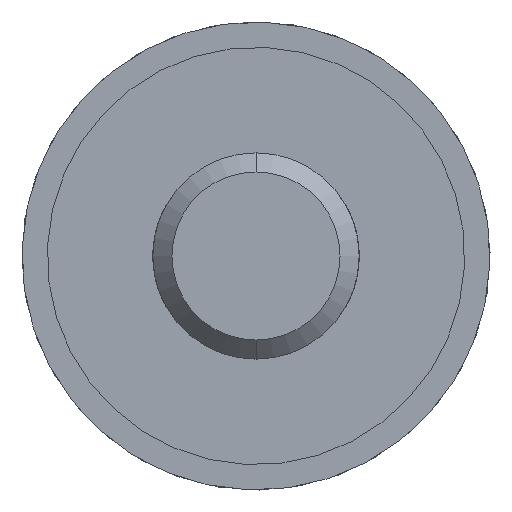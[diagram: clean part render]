
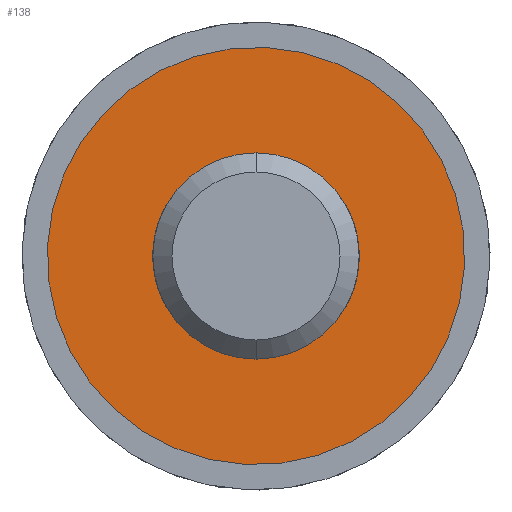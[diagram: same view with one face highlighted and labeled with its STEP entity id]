
A CAD part, front view. The second image highlights one B-rep face of the part: STEP entity #138.
In plain terms, the highlighted planar face has unit normal (0, -1, 0).
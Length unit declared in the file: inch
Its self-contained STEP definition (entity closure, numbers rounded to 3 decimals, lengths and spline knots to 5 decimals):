
#30 = VERTEX_POINT ( 'NONE', #1014 ) ;
#138 = ADVANCED_FACE ( 'NONE', ( #641, #736 ), #968, .T. ) ;
#161 = DIRECTION ( 'NONE',  ( 0., 0., -1. ) ) ;
#165 = DIRECTION ( 'NONE',  ( 0., -1., 0. ) ) ;
#171 = EDGE_LOOP ( 'NONE', ( #239, #410 ) ) ;
#172 = CARTESIAN_POINT ( 'NONE',  ( 0., 0., 0. ) ) ;
#213 = EDGE_LOOP ( 'NONE', ( #1221, #457 ) ) ;
#239 = ORIENTED_EDGE ( 'NONE', *, *, #1225, .T. ) ;
#281 = VERTEX_POINT ( 'NONE', #721 ) ;
#295 = AXIS2_PLACEMENT_3D ( 'NONE', #359, #355, #341 ) ;
#311 = AXIS2_PLACEMENT_3D ( 'NONE', #458, #454, #447 ) ;
#341 = DIRECTION ( 'NONE',  ( 0., 0., -1. ) ) ;
#355 = DIRECTION ( 'NONE',  ( 0., -1., 0. ) ) ;
#359 = CARTESIAN_POINT ( 'NONE',  ( 0., 0., 0. ) ) ;
#408 = AXIS2_PLACEMENT_3D ( 'NONE', #1118, #1108, #1089 ) ;
#410 = ORIENTED_EDGE ( 'NONE', *, *, #1311, .T. ) ;
#445 = CARTESIAN_POINT ( 'NONE',  ( 0., 0., 0.2185 ) ) ;
#447 = DIRECTION ( 'NONE',  ( 0., 0., -1. ) ) ;
#454 = DIRECTION ( 'NONE',  ( 0., -1., 0. ) ) ;
#457 = ORIENTED_EDGE ( 'NONE', *, *, #960, .F. ) ;
#458 = CARTESIAN_POINT ( 'NONE',  ( 0., 0., 0. ) ) ;
#462 = CIRCLE ( 'NONE', #408, 0.2185 ) ;
#587 = AXIS2_PLACEMENT_3D ( 'NONE', #172, #165, #161 ) ;
#641 = FACE_OUTER_BOUND ( 'NONE', #171, .T. ) ;
#690 = VERTEX_POINT ( 'NONE', #445 ) ;
#695 = CARTESIAN_POINT ( 'NONE',  ( 0., 0., -0.09375 ) ) ;
#721 = CARTESIAN_POINT ( 'NONE',  ( 0., 0., -0.2185 ) ) ;
#736 = FACE_BOUND ( 'NONE', #213, .T. ) ;
#892 = AXIS2_PLACEMENT_3D ( 'NONE', #974, #1017, #963 ) ;
#960 = EDGE_CURVE ( 'NONE', #30, #1262, #1285, .T. ) ;
#963 = DIRECTION ( 'NONE',  ( 0., 0., -1. ) ) ;
#968 = PLANE ( 'NONE',  #892 ) ;
#974 = CARTESIAN_POINT ( 'NONE',  ( 0.2185, 0., 0. ) ) ;
#1014 = CARTESIAN_POINT ( 'NONE',  ( 0., 0., 0.09375 ) ) ;
#1017 = DIRECTION ( 'NONE',  ( 0., -1., 0. ) ) ;
#1089 = DIRECTION ( 'NONE',  ( 0., 0., -1. ) ) ;
#1108 = DIRECTION ( 'NONE',  ( 0., -1., 0. ) ) ;
#1118 = CARTESIAN_POINT ( 'NONE',  ( 0., 0., 0. ) ) ;
#1164 = CIRCLE ( 'NONE', #295, 0.2185 ) ;
#1221 = ORIENTED_EDGE ( 'NONE', *, *, #1296, .F. ) ;
#1225 = EDGE_CURVE ( 'NONE', #281, #690, #462, .T. ) ;
#1262 = VERTEX_POINT ( 'NONE', #695 ) ;
#1285 = CIRCLE ( 'NONE', #587, 0.09375 ) ;
#1296 = EDGE_CURVE ( 'NONE', #1262, #30, #1450, .T. ) ;
#1311 = EDGE_CURVE ( 'NONE', #690, #281, #1164, .T. ) ;
#1450 = CIRCLE ( 'NONE', #311, 0.09375 ) ;
